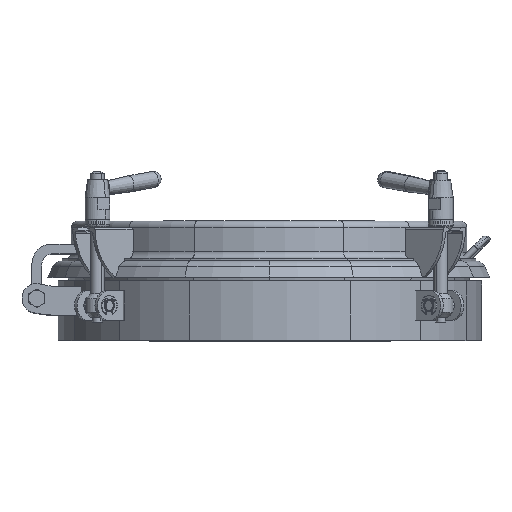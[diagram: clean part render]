
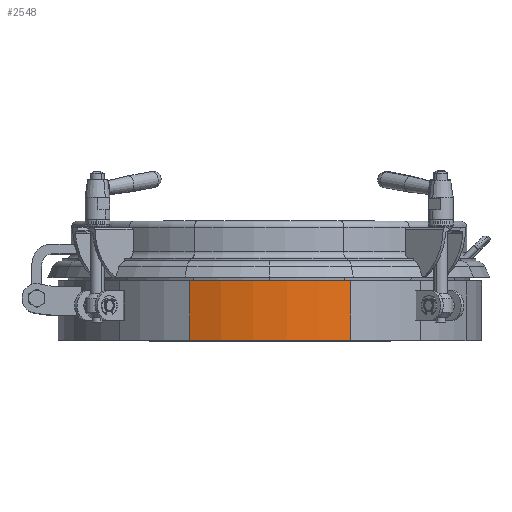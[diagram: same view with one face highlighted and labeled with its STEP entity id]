
A CAD part, top view. The second image highlights one B-rep face of the part: STEP entity #2548.
In plain terms, the highlighted cylindrical face has radius 193.781 mm (diameter 387.562 mm), a partial arc.
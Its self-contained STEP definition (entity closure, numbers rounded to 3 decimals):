
#2408 = VERTEX_POINT ( 'NONE', #17583 ) ;
#2432 = EDGE_CURVE ( 'NONE', #2433, #2434, #17563, .T. ) ;
#2433 = VERTEX_POINT ( 'NONE', #17623 ) ;
#2434 = VERTEX_POINT ( 'NONE', #17622 ) ;
#2490 = EDGE_CURVE ( 'NONE', #2408, #2434, #17678, .T. ) ;
#2529 = EDGE_CURVE ( 'NONE', #2544, #2433, #17750, .T. ) ;
#2530 = ORIENTED_EDGE ( 'NONE', *, *, #2529, .T. ) ;
#2531 = ORIENTED_EDGE ( 'NONE', *, *, #2490, .F. ) ;
#2532 = ORIENTED_EDGE ( 'NONE', *, *, #2432, .T. ) ;
#2541 = EDGE_CURVE ( 'NONE', #2544, #2408, #17740, .T. ) ;
#2542 = EDGE_LOOP ( 'NONE', ( #2551, #2530, #2532, #2531 ) ) ;
#2544 = VERTEX_POINT ( 'NONE', #17736 ) ;
#2548 = ADVANCED_FACE ( 'NONE', ( #17735 ), #17734, .T. ) ;
#2551 = ORIENTED_EDGE ( 'NONE', *, *, #2541, .F. ) ;
#17562 = CARTESIAN_POINT ( 'NONE',  ( -80.984, 0., 218.266 ) ) ;
#17563 = LINE ( 'NONE', #17562, #17625 ) ;
#17583 = CARTESIAN_POINT ( 'NONE',  ( 80.984, 0., 218.266 ) ) ;
#17622 = CARTESIAN_POINT ( 'NONE',  ( -80.984, 0., 218.266 ) ) ;
#17623 = CARTESIAN_POINT ( 'NONE',  ( -80.984, 60., 218.266 ) ) ;
#17624 = DIRECTION ( 'NONE',  ( 0., -1., 0. ) ) ;
#17625 = VECTOR ( 'NONE', #17624, 1000. ) ;
#17674 = DIRECTION ( 'NONE',  ( 0., 0., -1. ) ) ;
#17675 = DIRECTION ( 'NONE',  ( 0., -1., 0. ) ) ;
#17676 = CARTESIAN_POINT ( 'NONE',  ( 0., 0., 42.219 ) ) ;
#17677 = AXIS2_PLACEMENT_3D ( 'NONE', #17676, #17675, #17674 ) ;
#17678 = CIRCLE ( 'NONE', #17677, 193.781 ) ;
#17729 = DIRECTION ( 'NONE',  ( 0., 0., -1. ) ) ;
#17730 = DIRECTION ( 'NONE',  ( 0., -1., 0. ) ) ;
#17731 = CARTESIAN_POINT ( 'NONE',  ( 0., 0., 42.219 ) ) ;
#17732 = AXIS2_PLACEMENT_3D ( 'NONE', #17731, #17730, #17729 ) ;
#17734 = CYLINDRICAL_SURFACE ( 'NONE', #17732, 193.781 ) ;
#17735 = FACE_OUTER_BOUND ( 'NONE', #2542, .T. ) ;
#17736 = CARTESIAN_POINT ( 'NONE',  ( 80.984, 60., 218.266 ) ) ;
#17737 = DIRECTION ( 'NONE',  ( 0., -1., 0. ) ) ;
#17738 = VECTOR ( 'NONE', #17737, 1000. ) ;
#17739 = CARTESIAN_POINT ( 'NONE',  ( 80.984, 0., 218.266 ) ) ;
#17740 = LINE ( 'NONE', #17739, #17738 ) ;
#17746 = DIRECTION ( 'NONE',  ( 0., 0., -1. ) ) ;
#17747 = DIRECTION ( 'NONE',  ( 0., -1., 0. ) ) ;
#17748 = CARTESIAN_POINT ( 'NONE',  ( 0., 60., 42.219 ) ) ;
#17749 = AXIS2_PLACEMENT_3D ( 'NONE', #17748, #17747, #17746 ) ;
#17750 = CIRCLE ( 'NONE', #17749, 193.781 ) ;
